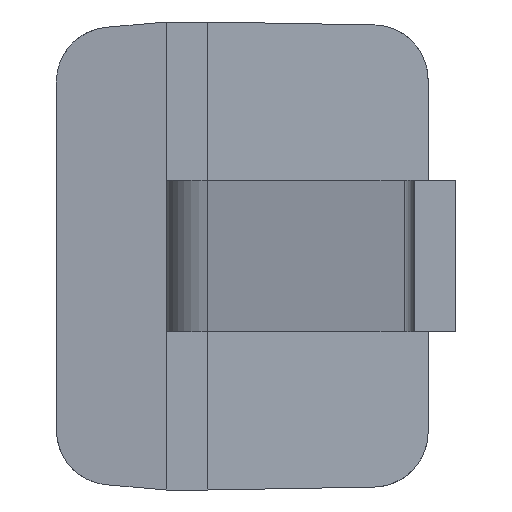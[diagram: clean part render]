
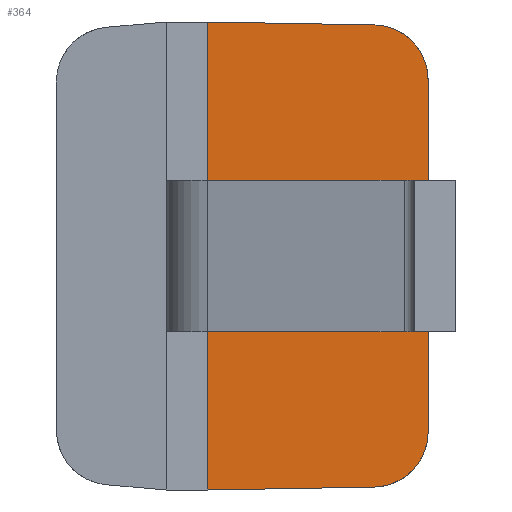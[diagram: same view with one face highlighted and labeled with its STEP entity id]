
A CAD part, left-side view. The second image highlights one B-rep face of the part: STEP entity #364.
In plain terms, the highlighted planar face has unit normal (-1, -0.018, 0).
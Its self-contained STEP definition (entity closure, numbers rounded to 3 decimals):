
#4 = ORIENTED_EDGE ( 'NONE', *, *, #2063, .T. ) ;
#12 = CARTESIAN_POINT ( 'NONE',  ( -1.425, 0., 0.85 ) ) ;
#47 = DIRECTION ( 'NONE',  ( -1., -0.017, 0. ) ) ;
#118 = VECTOR ( 'NONE', #1628, 1000. ) ;
#122 = CARTESIAN_POINT ( 'NONE',  ( -1.425, 0., 0.85 ) ) ;
#194 = LINE ( 'NONE', #2056, #1203 ) ;
#198 = CARTESIAN_POINT ( 'NONE',  ( -1.411, -0.8, 0.85 ) ) ;
#212 = VERTEX_POINT ( 'NONE', #1900 ) ;
#275 = CARTESIAN_POINT ( 'NONE',  ( -1.411, -0.8, -0.639 ) ) ;
#315 = ORIENTED_EDGE ( 'NONE', *, *, #1643, .F. ) ;
#325 = VERTEX_POINT ( 'NONE', #122 ) ;
#354 = CARTESIAN_POINT ( 'NONE',  ( -1.425, 0., 0.85 ) ) ;
#364 = ADVANCED_FACE ( 'NONE', ( #1973 ), #1311, .T. ) ;
#497 =( BOUNDED_CURVE ( )  B_SPLINE_CURVE ( 3, ( #1684, #2016, #557, #1710 ),
 .UNSPECIFIED., .F., .T. ) 
 B_SPLINE_CURVE_WITH_KNOTS ( ( 4, 4 ),
 ( 3.142, 4.695 ),
 .UNSPECIFIED. ) 
 CURVE ( )  GEOMETRIC_REPRESENTATION_ITEM ( )  RATIONAL_B_SPLINE_CURVE ( ( 1., 0.809, 0.809, 1. ) ) 
 REPRESENTATION_ITEM ( '' )  );
#509 = CARTESIAN_POINT ( 'NONE',  ( -1.425, 0., -0.85 ) ) ;
#540 = CARTESIAN_POINT ( 'NONE',  ( -1.425, 0., 0.275 ) ) ;
#557 = CARTESIAN_POINT ( 'NONE',  ( -1.412, -0.719, 0.837 ) ) ;
#567 = EDGE_LOOP ( 'NONE', ( #715, #1549, #1075, #1548, #1286, #1332, #315, #4 ) ) ;
#568 = VERTEX_POINT ( 'NONE', #1293 ) ;
#580 = EDGE_CURVE ( 'NONE', #1835, #325, #685, .T. ) ;
#617 = VECTOR ( 'NONE', #1145, 1000. ) ;
#639 = EDGE_CURVE ( 'NONE', #568, #325, #1214, .T. ) ;
#662 = CARTESIAN_POINT ( 'NONE',  ( -1.411, -0.8, 0.639 ) ) ;
#665 = CARTESIAN_POINT ( 'NONE',  ( -1.414, -0.603, -0.839 ) ) ;
#673 = VERTEX_POINT ( 'NONE', #665 ) ;
#685 = LINE ( 'NONE', #509, #617 ) ;
#715 = ORIENTED_EDGE ( 'NONE', *, *, #1165, .F. ) ;
#717 = DIRECTION ( 'NONE',  ( -0.017, 1., -0.017 ) ) ;
#792 = CARTESIAN_POINT ( 'NONE',  ( -1.425, 0., -0.85 ) ) ;
#831 = LINE ( 'NONE', #2019, #897 ) ;
#845 = VERTEX_POINT ( 'NONE', #1739 ) ;
#897 = VECTOR ( 'NONE', #717, 1000. ) ;
#913 = CARTESIAN_POINT ( 'NONE',  ( -1.425, 0., -0.85 ) ) ;
#963 = VECTOR ( 'NONE', #1789, 1000. ) ;
#1075 = ORIENTED_EDGE ( 'NONE', *, *, #639, .T. ) ;
#1145 = DIRECTION ( 'NONE',  ( 0., 0., 1. ) ) ;
#1155 = VERTEX_POINT ( 'NONE', #662 ) ;
#1165 = EDGE_CURVE ( 'NONE', #1155, #212, #1503, .T. ) ;
#1203 = VECTOR ( 'NONE', #1733, 1000. ) ;
#1214 = LINE ( 'NONE', #12, #118 ) ;
#1246 = CARTESIAN_POINT ( 'NONE',  ( -1.411, -0.8, -0.755 ) ) ;
#1286 = ORIENTED_EDGE ( 'NONE', *, *, #1740, .T. ) ;
#1288 = EDGE_CURVE ( 'NONE', #1155, #568, #497, .T. ) ;
#1293 = CARTESIAN_POINT ( 'NONE',  ( -1.414, -0.603, 0.839 ) ) ;
#1311 = PLANE ( 'NONE',  #1769 ) ;
#1317 =( BOUNDED_CURVE ( )  B_SPLINE_CURVE ( 3, ( #2033, #1432, #1246, #275 ),
 .UNSPECIFIED., .F., .F. ) 
 B_SPLINE_CURVE_WITH_KNOTS ( ( 4, 4 ),
 ( 4.73, 6.283 ),
 .UNSPECIFIED. ) 
 CURVE ( )  GEOMETRIC_REPRESENTATION_ITEM ( )  RATIONAL_B_SPLINE_CURVE ( ( 1., 0.809, 0.809, 1. ) ) 
 REPRESENTATION_ITEM ( '' )  );
#1332 = ORIENTED_EDGE ( 'NONE', *, *, #1430, .F. ) ;
#1430 = EDGE_CURVE ( 'NONE', #1517, #845, #1498, .T. ) ;
#1432 = CARTESIAN_POINT ( 'NONE',  ( -1.412, -0.719, -0.837 ) ) ;
#1498 = LINE ( 'NONE', #913, #2031 ) ;
#1503 = LINE ( 'NONE', #198, #963 ) ;
#1517 = VERTEX_POINT ( 'NONE', #792 ) ;
#1548 = ORIENTED_EDGE ( 'NONE', *, *, #580, .F. ) ;
#1549 = ORIENTED_EDGE ( 'NONE', *, *, #1288, .T. ) ;
#1628 = DIRECTION ( 'NONE',  ( -0.017, 1., 0.017 ) ) ;
#1643 = EDGE_CURVE ( 'NONE', #673, #1517, #831, .T. ) ;
#1684 = CARTESIAN_POINT ( 'NONE',  ( -1.411, -0.8, 0.639 ) ) ;
#1710 = CARTESIAN_POINT ( 'NONE',  ( -1.414, -0.603, 0.839 ) ) ;
#1733 = DIRECTION ( 'NONE',  ( 0., 0., -1. ) ) ;
#1739 = CARTESIAN_POINT ( 'NONE',  ( -1.425, 0., -0.275 ) ) ;
#1740 = EDGE_CURVE ( 'NONE', #1835, #845, #194, .T. ) ;
#1769 = AXIS2_PLACEMENT_3D ( 'NONE', #354, #47, #1778 ) ;
#1778 = DIRECTION ( 'NONE',  ( 0.017, -1., 0. ) ) ;
#1789 = DIRECTION ( 'NONE',  ( 0., 0., -1. ) ) ;
#1835 = VERTEX_POINT ( 'NONE', #540 ) ;
#1900 = CARTESIAN_POINT ( 'NONE',  ( -1.411, -0.8, -0.639 ) ) ;
#1973 = FACE_OUTER_BOUND ( 'NONE', #567, .T. ) ;
#2016 = CARTESIAN_POINT ( 'NONE',  ( -1.411, -0.8, 0.755 ) ) ;
#2019 = CARTESIAN_POINT ( 'NONE',  ( -1.425, 0., -0.85 ) ) ;
#2031 = VECTOR ( 'NONE', #2050, 1000. ) ;
#2033 = CARTESIAN_POINT ( 'NONE',  ( -1.414, -0.603, -0.839 ) ) ;
#2050 = DIRECTION ( 'NONE',  ( 0., 0., 1. ) ) ;
#2056 = CARTESIAN_POINT ( 'NONE',  ( -1.425, 0., 0.275 ) ) ;
#2063 = EDGE_CURVE ( 'NONE', #673, #212, #1317, .T. ) ;
